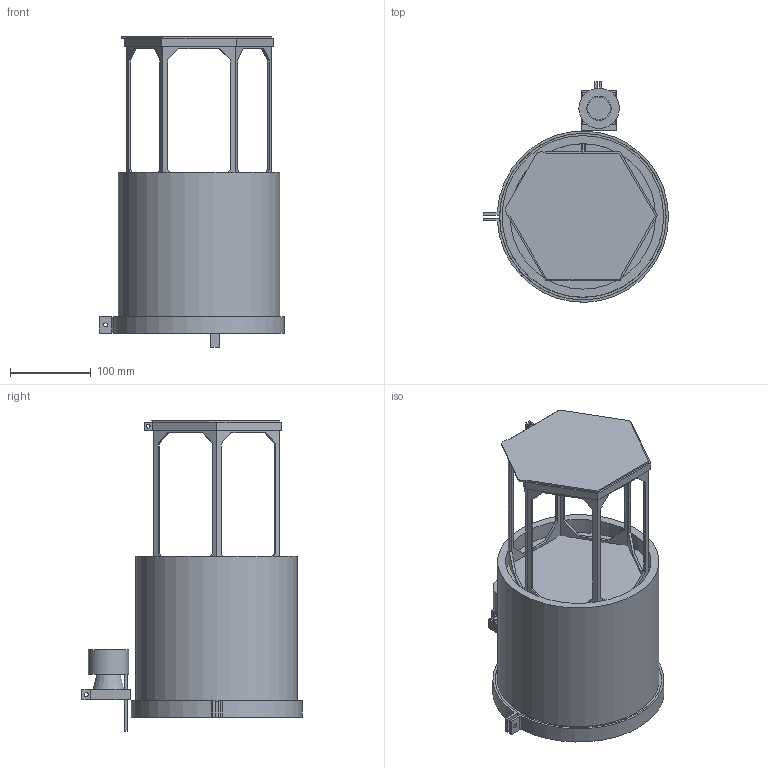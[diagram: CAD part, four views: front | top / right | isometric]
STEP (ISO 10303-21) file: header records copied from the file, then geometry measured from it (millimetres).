
FILE_DESCRIPTION(/* description */ (''),/* implementation_level */ '2;1');
FILE_NAME(/* name */ 'SPICE v1.step',/* time_stamp */ '2020-09-30T16:45:07+01:00',/* author */ (''),/* organization */ (''),/* preprocessor_version */ 'ST-DEVELOPER v18.1',/* originating_system */ 'Autodesk Translation Framework v9.3.0.1241',/* authorisation */ '');
FILE_SCHEMA (('AUTOMOTIVE_DESIGN { 1 0 10303 214 3 1 1 }'));
Length unit declared in the file: millimetre
Products named in the file (1): SPICE
Bounding box: 229 x 272.95 x 384.82 mm (x, y, z)
Volume: 5631710.1 mm3; surface area: 489389.8 mm2
Topology: 10 solids, 10 shells, 265 faces, 700 edges, 464 vertices
Faces by surface type: plane 236, cylinder 27, cone 2
Full cylindrical faces by diameter (mm): 3.5 x8, 5 x8, 28 x1, 30 x2, 38 x1, 50 x1, 180 x1, 200 x2, 206 x1
Entity records: 8212 total; most frequent: CARTESIAN_POINT 1430, ORIENTED_EDGE 1400, DIRECTION 1290, EDGE_CURVE 700, LINE 642, VECTOR 642, VERTEX_POINT 464, AXIS2_PLACEMENT_3D 324
